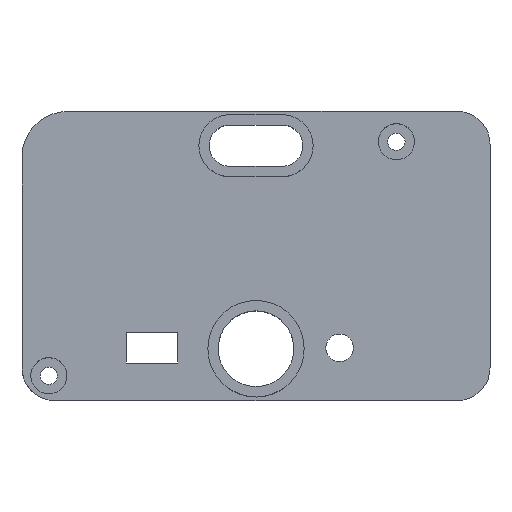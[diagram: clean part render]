
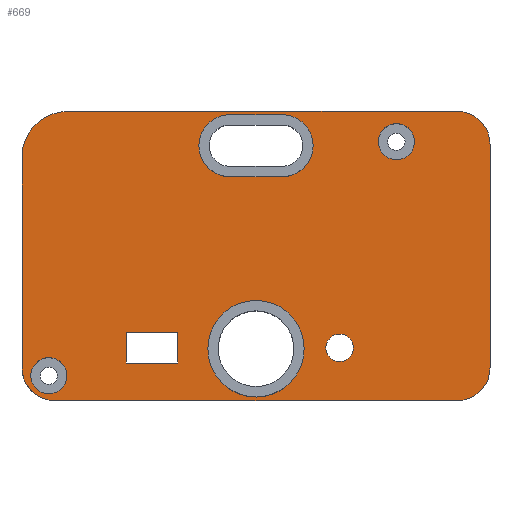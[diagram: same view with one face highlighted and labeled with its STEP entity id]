
A CAD part, top view. The second image highlights one B-rep face of the part: STEP entity #669.
In plain terms, the highlighted planar face has unit normal (0, 0, 1).
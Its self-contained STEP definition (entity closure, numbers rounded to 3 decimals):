
#21=FACE_BOUND('',#131,.T.);
#22=FACE_BOUND('',#132,.T.);
#23=FACE_BOUND('',#133,.T.);
#24=FACE_BOUND('',#134,.T.);
#25=FACE_BOUND('',#135,.T.);
#26=FACE_BOUND('',#136,.T.);
#50=PLANE('',#744);
#87=FACE_OUTER_BOUND('',#130,.T.);
#130=EDGE_LOOP('',(#576,#577,#578,#579,#580,#581,#582,#583));
#131=EDGE_LOOP('',(#584,#585,#586,#587));
#132=EDGE_LOOP('',(#588));
#133=EDGE_LOOP('',(#589));
#134=EDGE_LOOP('',(#590,#591,#592,#593));
#135=EDGE_LOOP('',(#594));
#136=EDGE_LOOP('',(#595));
#145=LINE('',#960,#199);
#148=LINE('',#966,#202);
#165=LINE('',#1052,#219);
#168=LINE('',#1058,#222);
#171=LINE('',#1064,#225);
#174=LINE('',#1068,#228);
#183=LINE('',#1092,#237);
#187=LINE('',#1105,#241);
#191=LINE('',#1117,#245);
#195=LINE('',#1129,#249);
#199=VECTOR('',#758,10.);
#202=VECTOR('',#763,10.);
#219=VECTOR('',#860,10.);
#222=VECTOR('',#865,10.);
#225=VECTOR('',#870,10.);
#228=VECTOR('',#875,10.);
#237=VECTOR('',#898,10.);
#241=VECTOR('',#912,10.);
#245=VECTOR('',#924,10.);
#249=VECTOR('',#936,10.);
#251=CIRCLE('',#674,4.5);
#253=CIRCLE('',#679,4.5);
#258=CIRCLE('',#686,7.);
#269=CIRCLE('',#706,2.625);
#272=CIRCLE('',#711,2.625);
#274=CIRCLE('',#715,2.);
#279=CIRCLE('',#730,4.75);
#282=CIRCLE('',#735,6.6);
#284=CIRCLE('',#739,4.75);
#286=CIRCLE('',#743,4.75);
#287=VERTEX_POINT('',#950);
#288=VERTEX_POINT('',#951);
#291=VERTEX_POINT('',#959);
#293=VERTEX_POINT('',#965);
#300=VERTEX_POINT('',#985);
#311=VERTEX_POINT('',#1021);
#314=VERTEX_POINT('',#1030);
#317=VERTEX_POINT('',#1040);
#321=VERTEX_POINT('',#1049);
#322=VERTEX_POINT('',#1051);
#324=VERTEX_POINT('',#1057);
#326=VERTEX_POINT('',#1063);
#333=VERTEX_POINT('',#1089);
#334=VERTEX_POINT('',#1091);
#335=VERTEX_POINT('',#1096);
#338=VERTEX_POINT('',#1104);
#340=VERTEX_POINT('',#1110);
#342=VERTEX_POINT('',#1116);
#344=VERTEX_POINT('',#1122);
#346=VERTEX_POINT('',#1128);
#347=EDGE_CURVE('',#287,#288,#251,.T.);
#351=EDGE_CURVE('',#291,#287,#145,.T.);
#354=EDGE_CURVE('',#288,#293,#148,.T.);
#357=EDGE_CURVE('',#293,#291,#253,.T.);
#365=EDGE_CURVE('',#300,#300,#258,.T.);
#380=EDGE_CURVE('',#311,#311,#269,.T.);
#384=EDGE_CURVE('',#314,#314,#272,.T.);
#389=EDGE_CURVE('',#317,#317,#274,.T.);
#394=EDGE_CURVE('',#322,#321,#165,.T.);
#397=EDGE_CURVE('',#324,#322,#168,.T.);
#400=EDGE_CURVE('',#326,#324,#171,.T.);
#403=EDGE_CURVE('',#321,#326,#174,.T.);
#414=EDGE_CURVE('',#334,#333,#183,.T.);
#417=EDGE_CURVE('',#335,#334,#279,.T.);
#421=EDGE_CURVE('',#338,#335,#187,.T.);
#424=EDGE_CURVE('',#340,#338,#282,.T.);
#427=EDGE_CURVE('',#342,#340,#191,.T.);
#430=EDGE_CURVE('',#344,#342,#284,.T.);
#433=EDGE_CURVE('',#346,#344,#195,.T.);
#436=EDGE_CURVE('',#333,#346,#286,.T.);
#576=ORIENTED_EDGE('',*,*,#436,.T.);
#577=ORIENTED_EDGE('',*,*,#433,.T.);
#578=ORIENTED_EDGE('',*,*,#430,.T.);
#579=ORIENTED_EDGE('',*,*,#427,.T.);
#580=ORIENTED_EDGE('',*,*,#424,.T.);
#581=ORIENTED_EDGE('',*,*,#421,.T.);
#582=ORIENTED_EDGE('',*,*,#417,.T.);
#583=ORIENTED_EDGE('',*,*,#414,.T.);
#584=ORIENTED_EDGE('',*,*,#351,.T.);
#585=ORIENTED_EDGE('',*,*,#347,.T.);
#586=ORIENTED_EDGE('',*,*,#354,.T.);
#587=ORIENTED_EDGE('',*,*,#357,.T.);
#588=ORIENTED_EDGE('',*,*,#380,.T.);
#589=ORIENTED_EDGE('',*,*,#384,.T.);
#590=ORIENTED_EDGE('',*,*,#403,.T.);
#591=ORIENTED_EDGE('',*,*,#400,.T.);
#592=ORIENTED_EDGE('',*,*,#397,.T.);
#593=ORIENTED_EDGE('',*,*,#394,.T.);
#594=ORIENTED_EDGE('',*,*,#365,.T.);
#595=ORIENTED_EDGE('',*,*,#389,.T.);
#669=ADVANCED_FACE('',(#87,#21,#22,#23,#24,#25,#26),#50,.T.);
#674=AXIS2_PLACEMENT_3D('',#952,#750,#751);
#679=AXIS2_PLACEMENT_3D('',#971,#768,#769);
#686=AXIS2_PLACEMENT_3D('',#987,#785,#786);
#706=AXIS2_PLACEMENT_3D('',#1022,#829,#830);
#711=AXIS2_PLACEMENT_3D('',#1031,#840,#841);
#715=AXIS2_PLACEMENT_3D('',#1041,#851,#852);
#730=AXIS2_PLACEMENT_3D('',#1097,#904,#905);
#735=AXIS2_PLACEMENT_3D('',#1111,#918,#919);
#739=AXIS2_PLACEMENT_3D('',#1123,#930,#931);
#743=AXIS2_PLACEMENT_3D('',#1133,#942,#943);
#744=AXIS2_PLACEMENT_3D('',#1134,#944,#945);
#750=DIRECTION('center_axis',(0.,0.,-1.));
#751=DIRECTION('ref_axis',(0.,-1.,0.));
#758=DIRECTION('',(1.,0.,0.));
#763=DIRECTION('',(-1.,0.,0.));
#768=DIRECTION('center_axis',(0.,0.,-1.));
#769=DIRECTION('ref_axis',(0.,1.,0.));
#785=DIRECTION('center_axis',(0.,0.,-1.));
#786=DIRECTION('ref_axis',(1.,0.,0.));
#829=DIRECTION('center_axis',(0.,0.,-1.));
#830=DIRECTION('ref_axis',(1.,0.,0.));
#840=DIRECTION('center_axis',(0.,0.,-1.));
#841=DIRECTION('ref_axis',(1.,0.,0.));
#851=DIRECTION('center_axis',(0.,0.,-1.));
#852=DIRECTION('ref_axis',(1.,0.,0.));
#860=DIRECTION('',(0.,1.,0.));
#865=DIRECTION('',(-1.,0.,0.));
#870=DIRECTION('',(0.,-1.,0.));
#875=DIRECTION('',(1.,0.,0.));
#898=DIRECTION('',(1.,0.,0.));
#904=DIRECTION('center_axis',(0.,0.,1.));
#905=DIRECTION('ref_axis',(-1.,0.,0.));
#912=DIRECTION('',(0.,-1.,0.));
#918=DIRECTION('center_axis',(0.,0.,1.));
#919=DIRECTION('ref_axis',(0.,1.,0.));
#924=DIRECTION('',(-1.,0.,0.));
#930=DIRECTION('center_axis',(0.,0.,1.));
#931=DIRECTION('ref_axis',(1.,0.,0.));
#936=DIRECTION('',(0.,1.,0.));
#942=DIRECTION('center_axis',(0.,0.,1.));
#943=DIRECTION('ref_axis',(0.,-1.,0.));
#944=DIRECTION('center_axis',(0.,0.,1.));
#945=DIRECTION('ref_axis',(1.,0.,0.));
#950=CARTESIAN_POINT('',(3.8,36.5,-19.5));
#951=CARTESIAN_POINT('',(3.8,27.5,-19.5));
#952=CARTESIAN_POINT('Origin',(3.8,32.,-19.5));
#959=CARTESIAN_POINT('',(-3.8,36.5,-19.5));
#960=CARTESIAN_POINT('',(1.9,36.5,-19.5));
#965=CARTESIAN_POINT('',(-3.8,27.5,-19.5));
#966=CARTESIAN_POINT('',(-1.9,27.5,-19.5));
#971=CARTESIAN_POINT('Origin',(-3.8,32.,-19.5));
#985=CARTESIAN_POINT('',(-7.,2.5,-19.5));
#987=CARTESIAN_POINT('Origin',(0.,2.5,-19.5));
#1021=CARTESIAN_POINT('',(17.775,32.6,-19.5));
#1022=CARTESIAN_POINT('Origin',(20.4,32.6,-19.5));
#1030=CARTESIAN_POINT('',(-32.725,-1.4,-19.5));
#1031=CARTESIAN_POINT('Origin',(-30.1,-1.4,-19.5));
#1040=CARTESIAN_POINT('',(10.15,2.65,-19.5));
#1041=CARTESIAN_POINT('Origin',(12.15,2.65,-19.5));
#1049=CARTESIAN_POINT('',(-18.85,4.95,-19.5));
#1051=CARTESIAN_POINT('',(-18.85,0.45,-19.5));
#1052=CARTESIAN_POINT('',(-18.85,0.45,-19.5));
#1057=CARTESIAN_POINT('',(-11.35,0.45,-19.5));
#1058=CARTESIAN_POINT('',(-11.35,0.45,-19.5));
#1063=CARTESIAN_POINT('',(-11.35,4.95,-19.5));
#1064=CARTESIAN_POINT('',(-11.35,4.95,-19.5));
#1068=CARTESIAN_POINT('',(-18.85,4.95,-19.5));
#1089=CARTESIAN_POINT('',(29.25,-5.,-19.5));
#1091=CARTESIAN_POINT('',(-29.25,-5.,-19.5));
#1092=CARTESIAN_POINT('',(29.25,-5.,-19.5));
#1096=CARTESIAN_POINT('',(-34.,-0.25,-19.5));
#1097=CARTESIAN_POINT('Origin',(-29.25,-0.25,-19.5));
#1104=CARTESIAN_POINT('',(-34.,30.4,-19.5));
#1105=CARTESIAN_POINT('',(-34.,-0.25,-19.5));
#1110=CARTESIAN_POINT('',(-27.4,37.,-19.5));
#1111=CARTESIAN_POINT('Origin',(-27.4,30.4,-19.5));
#1116=CARTESIAN_POINT('',(29.25,37.,-19.5));
#1117=CARTESIAN_POINT('',(-27.4,37.,-19.5));
#1122=CARTESIAN_POINT('',(34.,32.25,-19.5));
#1123=CARTESIAN_POINT('Origin',(29.25,32.25,-19.5));
#1128=CARTESIAN_POINT('',(34.,-0.25,-19.5));
#1129=CARTESIAN_POINT('',(34.,32.25,-19.5));
#1133=CARTESIAN_POINT('Origin',(29.25,-0.25,-19.5));
#1134=CARTESIAN_POINT('Origin',(0.,16.,-19.5));
